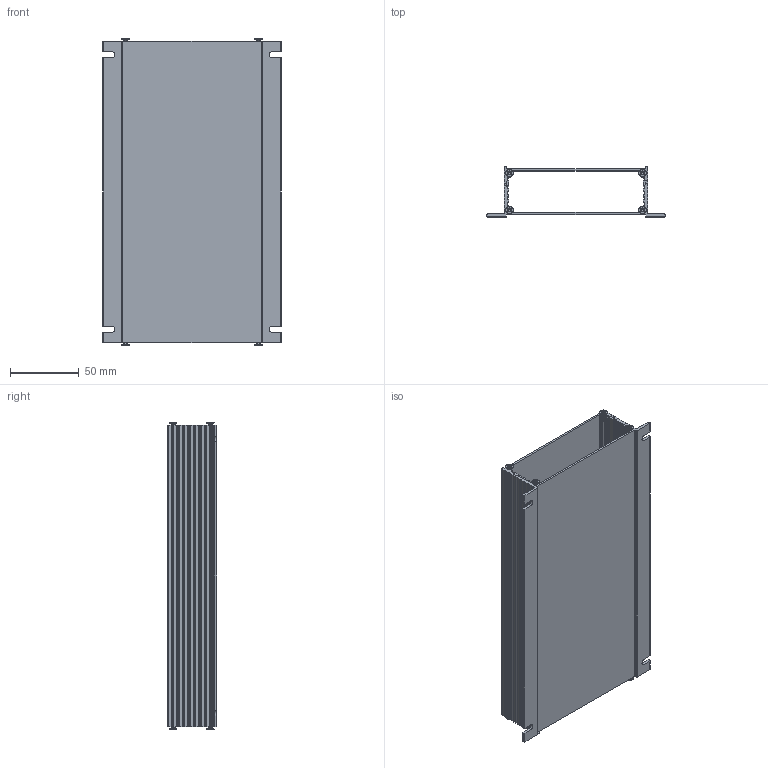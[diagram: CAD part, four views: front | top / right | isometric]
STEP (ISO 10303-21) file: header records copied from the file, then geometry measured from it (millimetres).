
FILE_DESCRIPTION(/* description */ (''),/* implementation_level */ '2;1');
FILE_NAME(/* name */ '97216220_F1036-WL-220.stp',/* time_stamp */ '2019-04-01T06:18:37+02:00',/* author */ ('kotzmaier'),/* organization */ (''),/* preprocessor_version */ 'ST-DEVELOPER v16.13',/* originating_system */ 'Autodesk Inventor 2018',/* authorisation */ '');
FILE_SCHEMA (('AUTOMOTIVE_DESIGN { 1 0 10303 214 3 1 1 }'));
Length unit declared in the file: millimetre
Products named in the file (4): 97216220_F1036-WL-220; FPH-1024-WL-220; FPH-1012-220; EJOT ALtracs Plus Schraube WN5154 AP 30x9_6 H�llgeometrie
Assembly tree (10 placements, depth 2):
  97216220_F1036-WL-220
    FPH-1024-WL-220
    FPH-1012-220
    EJOT ALtracs Plus Schraube WN5154 AP 30x9_6 H�llgeometrie  x8
Bounding box: 130 x 36.4 x 224 mm (x, y, z)
Volume: 122866.7 mm3; surface area: 147893.3 mm2
Topology: 10 solids, 10 shells, 700 faces, 1992 edges, 1312 vertices
Faces by surface type: bspline 248, cylinder 192, plane 188, cone 56, torus 16
Full cylindrical faces by diameter (mm): 2.68 x8
Entity records: 17577 total; most frequent: CARTESIAN_POINT 7036, ORIENTED_EDGE 2190, DIRECTION 2127, EDGE_CURVE 1095, VERTEX_POINT 731, AXIS2_PLACEMENT_3D 724, LINE 679, VECTOR 679
